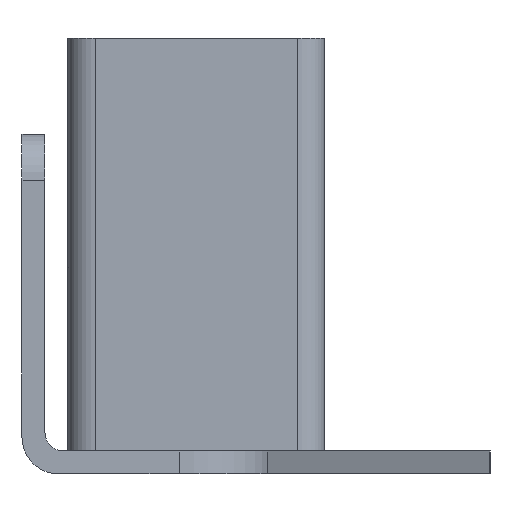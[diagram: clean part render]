
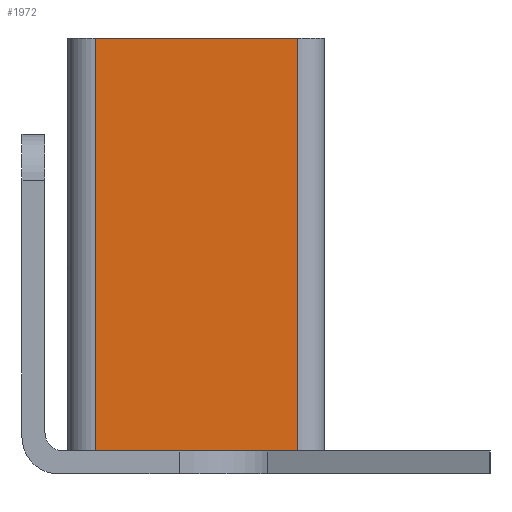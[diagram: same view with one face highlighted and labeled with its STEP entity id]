
A CAD part, left-side view. The second image highlights one B-rep face of the part: STEP entity #1972.
In plain terms, the highlighted planar face has unit normal (-1, 0, 0).
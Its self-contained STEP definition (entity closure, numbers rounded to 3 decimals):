
#14=DIRECTION('',(0.,-1.,0.));
#15=VECTOR('',#14,22.);
#16=CARTESIAN_POINT('',(-66.25,25.,45.));
#17=LINE('',#16,#15);
#406=DIRECTION('',(0.,0.,1.));
#407=VECTOR('',#406,45.);
#408=CARTESIAN_POINT('',(-66.25,3.,0.));
#409=LINE('',#408,#407);
#410=DIRECTION('',(0.,-1.,0.));
#411=VECTOR('',#410,22.);
#412=CARTESIAN_POINT('',(-66.25,25.,0.));
#413=LINE('',#412,#411);
#414=DIRECTION('',(0.,0.,1.));
#415=VECTOR('',#414,45.);
#416=CARTESIAN_POINT('',(-66.25,25.,0.));
#417=LINE('',#416,#415);
#1175=CARTESIAN_POINT('',(-66.25,3.,45.));
#1177=VERTEX_POINT('',#1175);
#1188=CARTESIAN_POINT('',(-66.25,25.,45.));
#1190=VERTEX_POINT('',#1188);
#1223=CARTESIAN_POINT('',(-66.25,3.,0.));
#1225=VERTEX_POINT('',#1223);
#1245=CARTESIAN_POINT('',(-66.25,25.,0.));
#1246=VERTEX_POINT('',#1245);
#1961=CARTESIAN_POINT('',(-66.25,25.,0.));
#1962=DIRECTION('',(-1.,0.,0.));
#1963=DIRECTION('',(0.,-1.,0.));
#1964=AXIS2_PLACEMENT_3D('',#1961,#1962,#1963);
#1965=PLANE('',#1964);
#1966=ORIENTED_EDGE('',*,*,#1855,.F.);
#1967=ORIENTED_EDGE('',*,*,#1812,.T.);
#1968=ORIENTED_EDGE('',*,*,#1538,.T.);
#1969=ORIENTED_EDGE('',*,*,#1954,.F.);
#1970=EDGE_LOOP('',(#1966,#1967,#1968,#1969));
#1971=FACE_OUTER_BOUND('',#1970,.F.);
#1972=ADVANCED_FACE('',(#1971),#1965,.T.);
#1538=EDGE_CURVE('',#1190,#1177,#17,.T.);
#1812=EDGE_CURVE('',#1246,#1190,#417,.T.);
#1855=EDGE_CURVE('',#1246,#1225,#413,.T.);
#1954=EDGE_CURVE('',#1225,#1177,#409,.T.);
